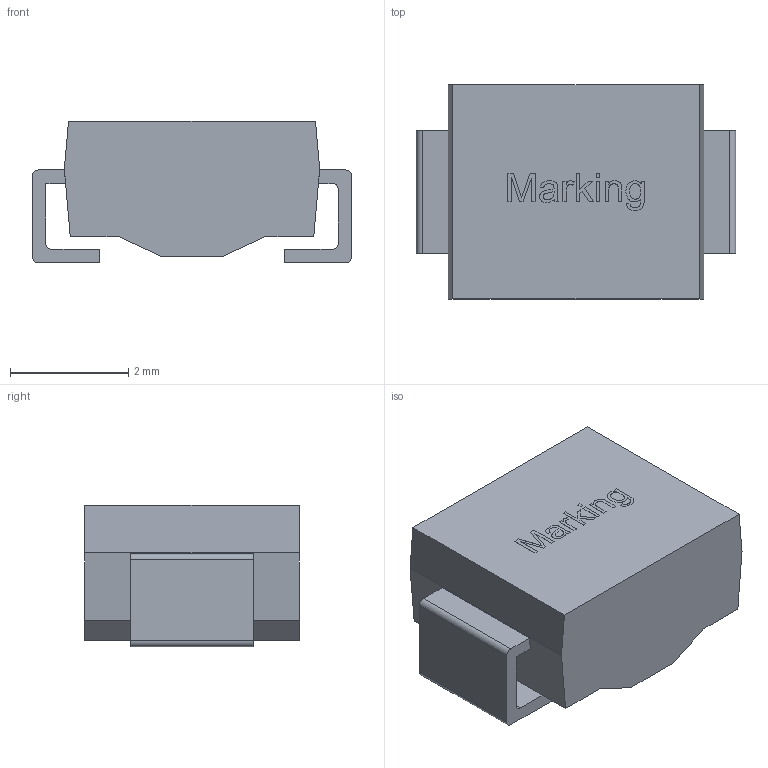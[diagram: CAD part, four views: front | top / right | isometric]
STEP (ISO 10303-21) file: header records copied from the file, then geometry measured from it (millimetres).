
FILE_DESCRIPTION(/* description */ ('Unknown'),/* implementation_level */ '2;1');
FILE_NAME(/* name */ 'D_Wurth_WE-TVSP-DO214-AA-600W_BI',/* time_stamp */ '2024-12-09T14:18:47+08:00',/* author */ ('Unknown'),/* organization */ ('Unknown'),/* preprocessor_version */ 'ST-DEVELOPER v16.7',/* originating_system */ 'Solid Edge',/* authorisation */ 'Unknown');
FILE_SCHEMA (('CONFIG_CONTROL_DESIGN'));
Length unit declared in the file: millimetre
Products named in the file (2): D_Wurth_WE-TVSP-DO214-AA-600W_BI
Assembly tree (1 placements, depth 2):
  D_Wurth_WE-TVSP-DO214-AA-600W_BI
    D_Wurth_WE-TVSP-DO214-AA-600W_BI
Bounding box: 5.4 x 3.62 x 2.4 mm (x, y, z)
Volume: 34.7 mm3; surface area: 87.7 mm2
Topology: 1 solids, 1 shells, 109 faces, 284 edges, 189 vertices
Faces by surface type: plane 86, bspline 16, cylinder 7
Entity records: 4647 total; most frequent: CARTESIAN_POINT 1252, ORIENTED_EDGE 568, DIRECTION 456, EDGE_CURVE 284, LINE 238, VECTOR 238, VERTEX_POINT 189, EDGE_LOOP 121
